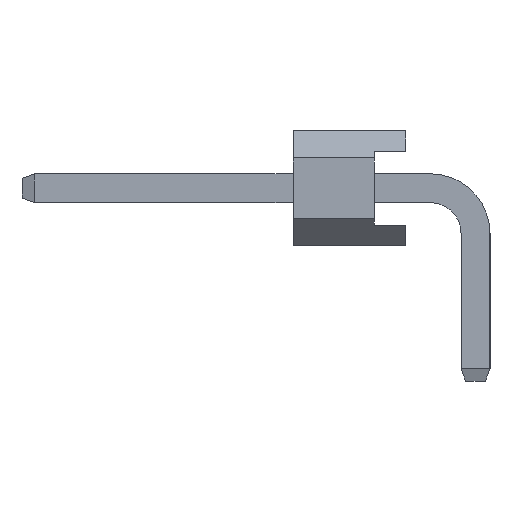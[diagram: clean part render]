
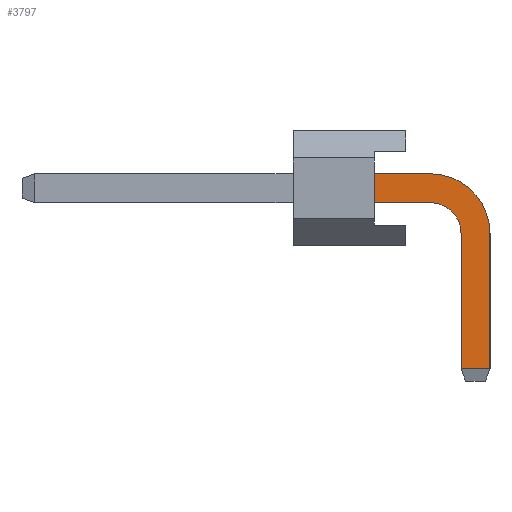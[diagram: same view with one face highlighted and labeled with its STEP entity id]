
A CAD part, left-side view. The second image highlights one B-rep face of the part: STEP entity #3797.
In plain terms, the highlighted planar face has unit normal (-1, 0, 0).
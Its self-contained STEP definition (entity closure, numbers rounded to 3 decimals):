
#3797=ADVANCED_FACE('',(#10593),#10595,.T.);
#10593=FACE_BOUND('',#10594,.T.);
#10594=EDGE_LOOP('',(#16121,#16122,#16123,#16124,#16125,#16126,#16127,#16128));
#10595=PLANE('',#10596);
#10596=AXIS2_PLACEMENT_3D('',#10597,#10598,#10599);
#10597=CARTESIAN_POINT('',(-0.32,0.32,-3.));
#10598=DIRECTION('',(-1.,0.,0.));
#10599=DIRECTION('',(0.,-1.,0.));
#16121=ORIENTED_EDGE('',*,*,#19411,.T.);
#16122=ORIENTED_EDGE('',*,*,#19412,.T.);
#16123=ORIENTED_EDGE('',*,*,#19413,.T.);
#16124=ORIENTED_EDGE('',*,*,#19414,.T.);
#16125=ORIENTED_EDGE('',*,*,#18329,.T.);
#16126=ORIENTED_EDGE('',*,*,#19415,.F.);
#16127=ORIENTED_EDGE('',*,*,#19416,.F.);
#16128=ORIENTED_EDGE('',*,*,#19417,.F.);
#18329=EDGE_CURVE('',#20987,#20988,#20989,.T.);
#19411=EDGE_CURVE('',#22685,#22686,#22687,.T.);
#19412=EDGE_CURVE('',#22686,#22688,#22689,.T.);
#19413=EDGE_CURVE('',#22688,#22690,#22691,.T.);
#19414=EDGE_CURVE('',#22690,#20987,#22692,.T.);
#19415=EDGE_CURVE('',#22693,#20988,#22694,.T.);
#19416=EDGE_CURVE('',#22695,#22693,#22696,.T.);
#19417=EDGE_CURVE('',#22685,#22695,#22697,.T.);
#20987=VERTEX_POINT('',#25521);
#20988=VERTEX_POINT('',#25522);
#20989=LINE('',#25523,#25524);
#22685=VERTEX_POINT('',#29483);
#22686=VERTEX_POINT('',#29484);
#22687=LINE('',#29485,#29486);
#22688=VERTEX_POINT('',#29488);
#22689=LINE('',#29489,#29490);
#22690=VERTEX_POINT('',#29492);
#22691=CIRCLE('',#29493,1.32);
#22692=LINE('',#29497,#29498);
#22693=VERTEX_POINT('',#29500);
#22694=LINE('',#29501,#29502);
#22695=VERTEX_POINT('',#29504);
#22696=CIRCLE('',#29505,0.68);
#22697=LINE('',#29509,#29510);
#25521=CARTESIAN_POINT('',(-0.32,2.24,1.59));
#25522=CARTESIAN_POINT('',(-0.32,2.24,0.95));
#25523=CARTESIAN_POINT('',(-0.32,2.24,1.59));
#25524=VECTOR('',#25525,1.);
#25525=DIRECTION('',(0.,0.,-1.));
#29483=CARTESIAN_POINT('',(-0.32,0.32,-2.725));
#29484=CARTESIAN_POINT('',(-0.32,-0.32,-2.725));
#29485=CARTESIAN_POINT('',(-0.32,0.32,-2.725));
#29486=VECTOR('',#29487,1.);
#29487=DIRECTION('',(0.,-1.,0.));
#29488=CARTESIAN_POINT('',(-0.32,-0.32,0.27));
#29489=CARTESIAN_POINT('',(-0.32,-0.32,-2.725));
#29490=VECTOR('',#29491,1.);
#29491=DIRECTION('',(0.,0.,1.));
#29492=CARTESIAN_POINT('',(-0.32,1.,1.59));
#29493=AXIS2_PLACEMENT_3D('',#29494,#29495,#29496);
#29494=CARTESIAN_POINT('',(-0.32,1.,0.27));
#29495=DIRECTION('',(-1.,-0.,0.));
#29496=DIRECTION('',(0.,-1.,0.));
#29497=CARTESIAN_POINT('',(-0.32,1.,1.59));
#29498=VECTOR('',#29499,1.);
#29499=DIRECTION('',(0.,1.,0.));
#29500=CARTESIAN_POINT('',(-0.32,1.,0.95));
#29501=CARTESIAN_POINT('',(-0.32,1.,0.95));
#29502=VECTOR('',#29503,1.);
#29503=DIRECTION('',(0.,1.,0.));
#29504=CARTESIAN_POINT('',(-0.32,0.32,0.27));
#29505=AXIS2_PLACEMENT_3D('',#29506,#29507,#29508);
#29506=CARTESIAN_POINT('',(-0.32,1.,0.27));
#29507=DIRECTION('',(-1.,-0.,0.));
#29508=DIRECTION('',(0.,-1.,0.));
#29509=CARTESIAN_POINT('',(-0.32,0.32,-2.725));
#29510=VECTOR('',#29511,1.);
#29511=DIRECTION('',(0.,0.,1.));
